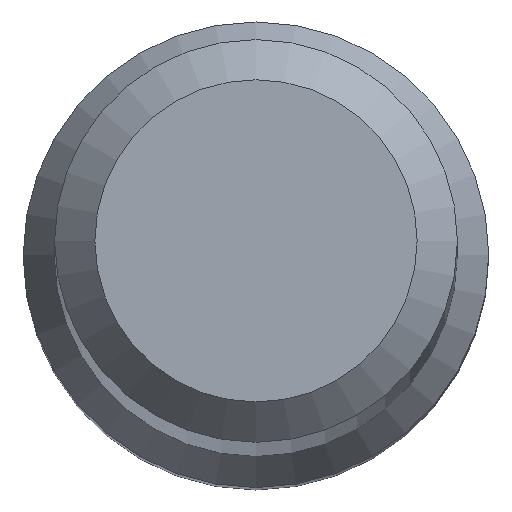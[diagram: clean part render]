
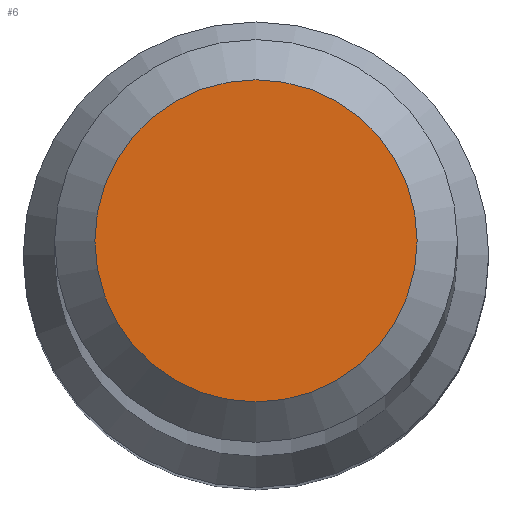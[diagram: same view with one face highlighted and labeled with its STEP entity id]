
A CAD part, top view. The second image highlights one B-rep face of the part: STEP entity #6.
In plain terms, the highlighted planar face has unit normal (0, 0, 1).
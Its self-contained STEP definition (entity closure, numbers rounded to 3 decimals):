
#6 = ADVANCED_FACE ( 'NONE', ( #39 ), #131, .T. ) ;
#13 = ORIENTED_EDGE ( 'NONE', *, *, #68, .F. ) ;
#26 = DIRECTION ( 'NONE',  ( 0., 0., 1. ) ) ;
#36 = CARTESIAN_POINT ( 'NONE',  ( 0., 0., 70. ) ) ;
#39 = FACE_OUTER_BOUND ( 'NONE', #217, .T. ) ;
#52 = DIRECTION ( 'NONE',  ( 0., 1., 0. ) ) ;
#68 = EDGE_CURVE ( 'NONE', #152, #152, #170, .T. ) ;
#131 = PLANE ( 'NONE',  #206 ) ;
#152 = VERTEX_POINT ( 'NONE', #158 ) ;
#158 = CARTESIAN_POINT ( 'NONE',  ( 0., 1.2, 70. ) ) ;
#170 = CIRCLE ( 'NONE', #236, 1.2 ) ;
#195 = DIRECTION ( 'NONE',  ( 0., 0., -1. ) ) ;
#206 = AXIS2_PLACEMENT_3D ( 'NONE', #211, #26, #222 ) ;
#211 = CARTESIAN_POINT ( 'NONE',  ( 0., 0., 70. ) ) ;
#217 = EDGE_LOOP ( 'NONE', ( #13 ) ) ;
#222 = DIRECTION ( 'NONE',  ( 0., -1., 0. ) ) ;
#236 = AXIS2_PLACEMENT_3D ( 'NONE', #36, #195, #52 ) ;
